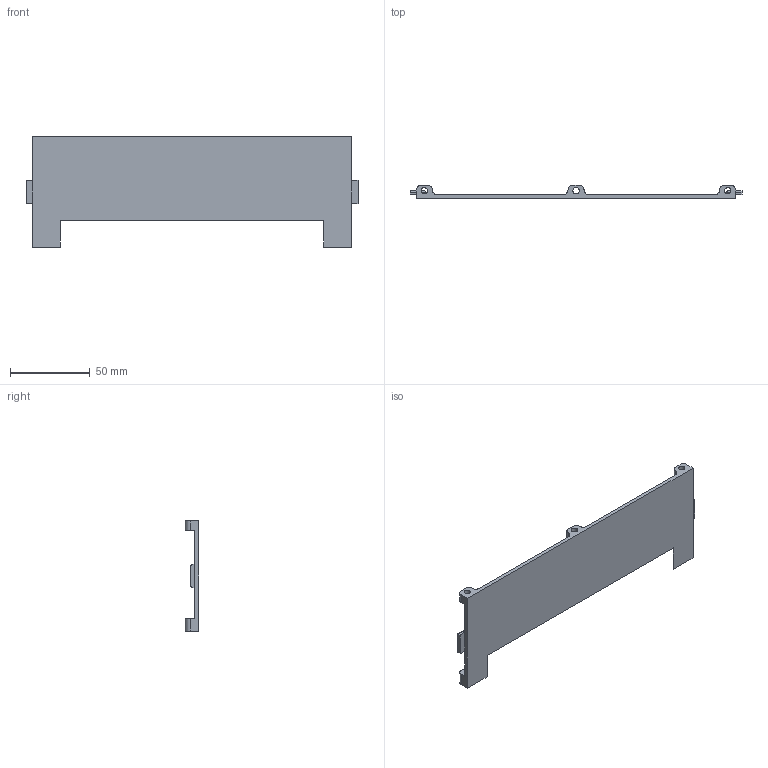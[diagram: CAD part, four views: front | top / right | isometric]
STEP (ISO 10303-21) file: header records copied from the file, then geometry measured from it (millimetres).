
FILE_DESCRIPTION(/* description */ (''),/* implementation_level */ '2;1');
FILE_NAME(/* name */ 'front_cover.step',/* time_stamp */ '2021-11-13T00:24:50+01:00',/* author */ (''),/* organization */ (''),/* preprocessor_version */ 'ST-DEVELOPER v18.1',/* originating_system */ 'Autodesk Translation Framework v10.10.0.1391',/* authorisation */ '');
FILE_SCHEMA (('AUTOMOTIVE_DESIGN { 1 0 10303 214 3 1 1 }'));
Length unit declared in the file: millimetre
Products named in the file (1): Front cover
Bounding box: 208 x 8.5 x 69 mm (x, y, z)
Volume: 29853.7 mm3; surface area: 25096.3 mm2
Topology: 1 solids, 1 shells, 74 faces, 199 edges, 127 vertices
Faces by surface type: cylinder 36, plane 32, sphere 3, torus 3
Full cylindrical faces by diameter (mm): 4 x5
Entity records: 2373 total; most frequent: DIRECTION 422, CARTESIAN_POINT 401, ORIENTED_EDGE 398, EDGE_CURVE 199, AXIS2_PLACEMENT_3D 148, VERTEX_POINT 127, LINE 126, VECTOR 126
